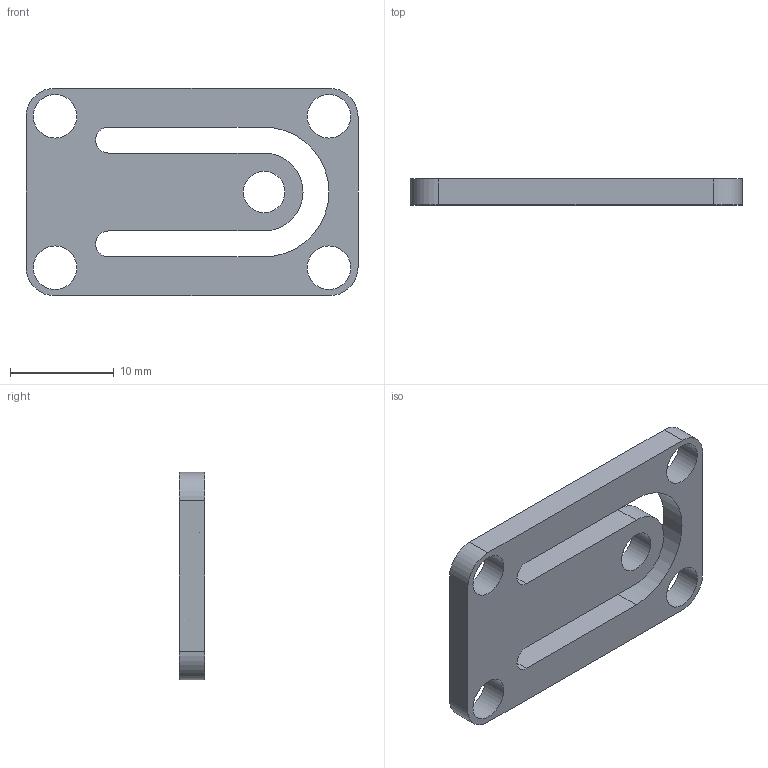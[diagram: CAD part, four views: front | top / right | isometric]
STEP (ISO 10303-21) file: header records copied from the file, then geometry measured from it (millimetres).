
FILE_DESCRIPTION(/* description */ (''),/* implementation_level */ '2;1');
FILE_NAME(/* name */ '应变片压力传感器 v5.step',/* time_stamp */ '2020-12-03T16:28:48+08:00',/* author */ (''),/* organization */ (''),/* preprocessor_version */ 'ST-DEVELOPER v18.1',/* originating_system */ 'Autodesk Translation Framework v9.3.0.1241',/* authorisation */ '');
FILE_SCHEMA (('AUTOMOTIVE_DESIGN { 1 0 10303 214 3 1 1 }'));
Length unit declared in the file: millimetre
Products named in the file (1): 应变片压力传感器
Bounding box: 32 x 2.5 x 20 mm (x, y, z)
Volume: 1115.9 mm3; surface area: 1552.4 mm2
Topology: 1 solids, 1 shells, 23 faces, 63 edges, 42 vertices
Faces by surface type: cylinder 13, plane 10
Full cylindrical faces by diameter (mm): 4 x1, 4.2 x4
Entity records: 800 total; most frequent: DIRECTION 137, CARTESIAN_POINT 129, ORIENTED_EDGE 126, EDGE_CURVE 63, AXIS2_PLACEMENT_3D 50, VERTEX_POINT 42, LINE 37, VECTOR 37
